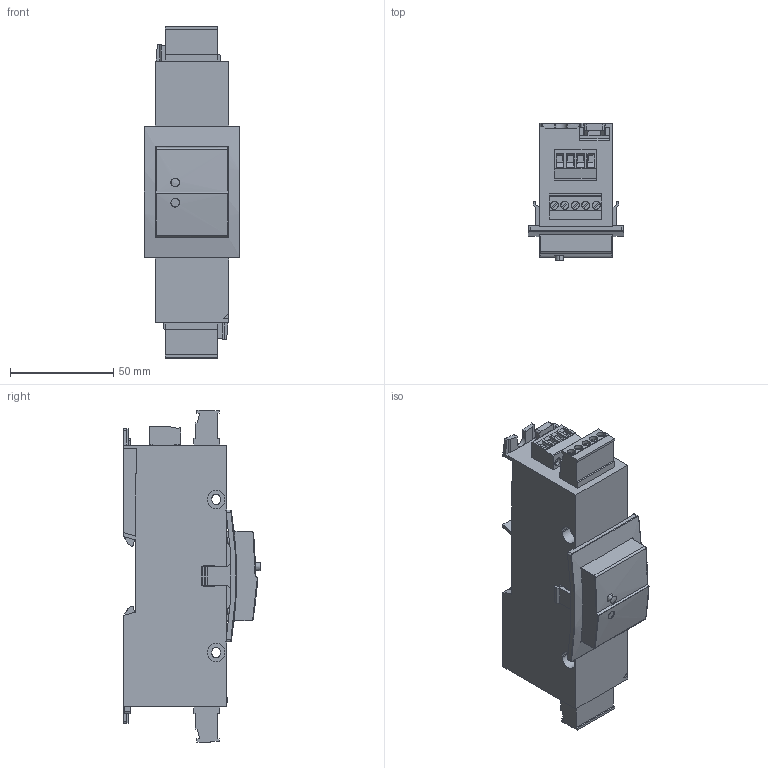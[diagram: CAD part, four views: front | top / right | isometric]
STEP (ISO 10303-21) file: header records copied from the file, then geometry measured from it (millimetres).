
FILE_DESCRIPTION (( 'STEP AP214' ), '1' );
FILE_NAME ('38991120.step', '2016-05-09T12:26:46', ( '' ), ( '' ), 'SwSTEP 2.0', 'SolidWorks 2015', '' );
FILE_SCHEMA (( 'AUTOMOTIVE_DESIGN' ));
Length unit declared in the file: inch
Products named in the file (1): 38991120
Bounding box: 46.5 x 66.37 x 161 mm (x, y, z)
Volume: 243371.3 mm3; surface area: 44521.6 mm2
Topology: 1 solids, 4 shells, 847 faces, 2428 edges, 1624 vertices
Faces by surface type: plane 521, cylinder 248, bspline 48, cone 26, torus 4
Entity records: 37913 total; most frequent: CARTESIAN_POINT 10967, ORIENTED_EDGE 4804, DIRECTION 3540, EDGE_CURVE 2402, VERTEX_POINT 1624, VECTOR 1454, LINE 1454, AXIS2_PLACEMENT_3D 1043
